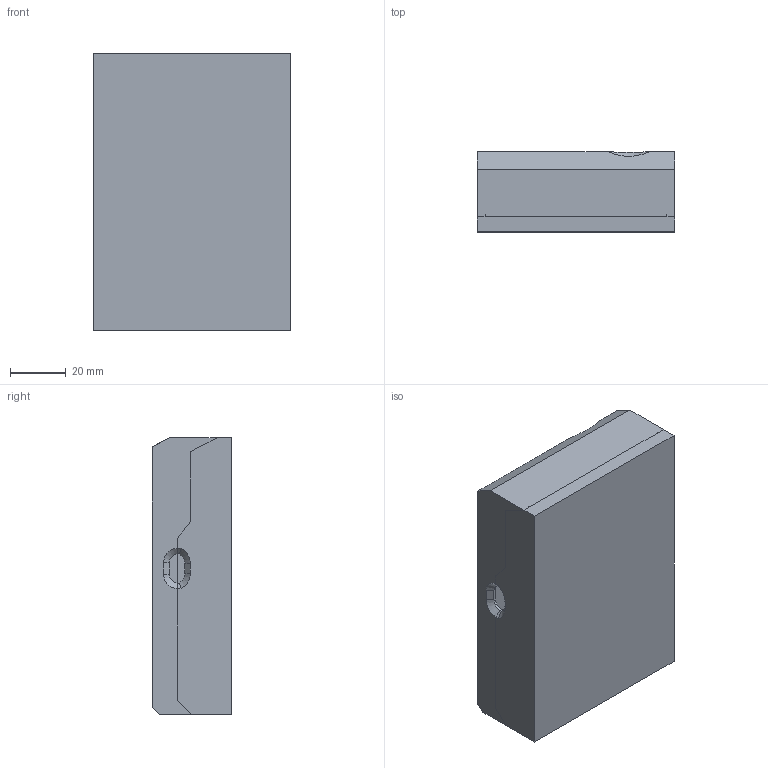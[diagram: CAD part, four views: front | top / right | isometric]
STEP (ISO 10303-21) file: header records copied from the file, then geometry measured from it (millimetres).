
FILE_DESCRIPTION(/* description */ (''),/* implementation_level */ '2;1');
FILE_NAME(/* name */ 'miss-signal-case.stp',/* time_stamp */ '2026-01-14T22:12:27Z',/* author */ ('iwheard'),/* organization */ (''),/* preprocessor_version */ 'ST-DEVELOPER v20',/* originating_system */ 'Autodesk Inventor 2024',/* authorisation */ '');
FILE_SCHEMA (('AUTOMOTIVE_DESIGN { 1 0 10303 214 3 1 1 }'));
Length unit declared in the file: millimetre
Products named in the file (1): miss-signal-case
Bounding box: 70.7 x 28.54 x 99 mm (x, y, z)
Volume: 40677.7 mm3; surface area: 44469.7 mm2
Topology: 2 solids, 2 shells, 366 faces, 987 edges, 649 vertices
Faces by surface type: plane 307, cylinder 38, cone 18, torus 3
Full cylindrical faces by diameter (mm): 1.7 x4, 4 x4
Entity records: 11532 total; most frequent: CARTESIAN_POINT 2137, ORIENTED_EDGE 1974, DIRECTION 1805, EDGE_CURVE 987, LINE 855, VECTOR 855, VERTEX_POINT 647, AXIS2_PLACEMENT_3D 475
